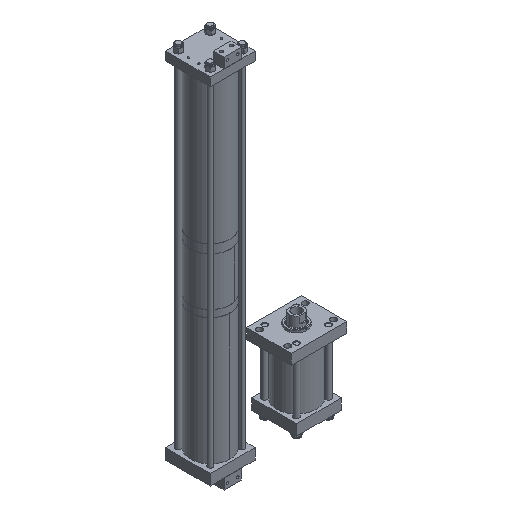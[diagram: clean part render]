
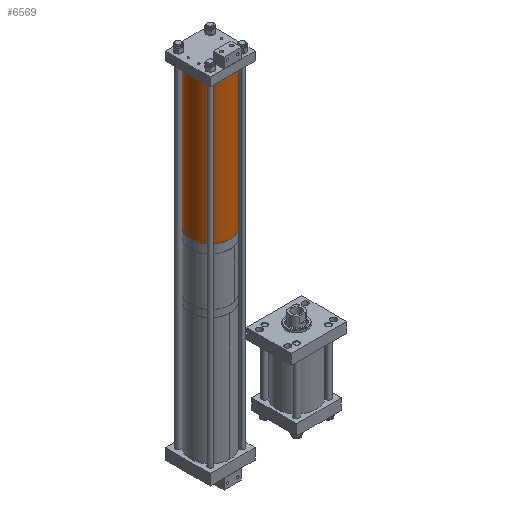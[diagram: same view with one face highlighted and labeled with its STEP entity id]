
A CAD part, isometric view. The second image highlights one B-rep face of the part: STEP entity #6569.
In plain terms, the highlighted cylindrical face has radius 73.025 mm (diameter 146.05 mm), a partial arc.
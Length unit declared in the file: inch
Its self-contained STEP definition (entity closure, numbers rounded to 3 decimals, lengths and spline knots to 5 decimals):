
#93 = EDGE_CURVE ( 'NONE', #1315, #2454, #6892, .T. ) ;
#246 = VERTEX_POINT ( 'NONE', #11612 ) ;
#408 = DIRECTION ( 'NONE',  ( 0., 0., 1. ) ) ;
#1067 = ORIENTED_EDGE ( 'NONE', *, *, #4017, .F. ) ;
#1315 = VERTEX_POINT ( 'NONE', #2927 ) ;
#1640 = VERTEX_POINT ( 'NONE', #2098 ) ;
#2098 = CARTESIAN_POINT ( 'NONE',  ( 2.875, 0., 0. ) ) ;
#2454 = VERTEX_POINT ( 'NONE', #4736 ) ;
#2611 = ORIENTED_EDGE ( 'NONE', *, *, #3787, .T. ) ;
#2927 = CARTESIAN_POINT ( 'NONE',  ( 2.875, 0., 20.904 ) ) ;
#3350 = CYLINDRICAL_SURFACE ( 'NONE', #12983, 2.875 ) ;
#3787 = EDGE_CURVE ( 'NONE', #1315, #1640, #15154, .T. ) ;
#4017 = EDGE_CURVE ( 'NONE', #2454, #246, #10772, .T. ) ;
#4289 = CARTESIAN_POINT ( 'NONE',  ( 2.875, 0., 20.904 ) ) ;
#4341 = EDGE_CURVE ( 'NONE', #1640, #246, #8310, .T. ) ;
#4711 = AXIS2_PLACEMENT_3D ( 'NONE', #8916, #13415, #15039 ) ;
#4736 = CARTESIAN_POINT ( 'NONE',  ( -2.875, 0., 20.904 ) ) ;
#5871 = VECTOR ( 'NONE', #8970, 39.37008 ) ;
#6569 = ADVANCED_FACE ( 'NONE', ( #11464 ), #3350, .T. ) ;
#6789 = CARTESIAN_POINT ( 'NONE',  ( 0., 0., 20.904 ) ) ;
#6892 = CIRCLE ( 'NONE', #4711, 2.875 ) ;
#7471 = ORIENTED_EDGE ( 'NONE', *, *, #93, .F. ) ;
#7928 = VECTOR ( 'NONE', #11683, 39.37008 ) ;
#8310 = CIRCLE ( 'NONE', #11326, 2.875 ) ;
#8794 = DIRECTION ( 'NONE',  ( 1., 0., 0. ) ) ;
#8916 = CARTESIAN_POINT ( 'NONE',  ( 0., 0., 20.904 ) ) ;
#8970 = DIRECTION ( 'NONE',  ( 0., 0., -1. ) ) ;
#8971 = EDGE_LOOP ( 'NONE', ( #7471, #2611, #12626, #1067 ) ) ;
#10772 = LINE ( 'NONE', #13080, #7928 ) ;
#11326 = AXIS2_PLACEMENT_3D ( 'NONE', #15073, #408, #8794 ) ;
#11464 = FACE_OUTER_BOUND ( 'NONE', #8971, .T. ) ;
#11612 = CARTESIAN_POINT ( 'NONE',  ( -2.875, 0., 0. ) ) ;
#11683 = DIRECTION ( 'NONE',  ( 0., 0., -1. ) ) ;
#12626 = ORIENTED_EDGE ( 'NONE', *, *, #4341, .T. ) ;
#12983 = AXIS2_PLACEMENT_3D ( 'NONE', #6789, #15140, #15306 ) ;
#13080 = CARTESIAN_POINT ( 'NONE',  ( -2.875, 0., 20.904 ) ) ;
#13415 = DIRECTION ( 'NONE',  ( 0., 0., 1. ) ) ;
#15039 = DIRECTION ( 'NONE',  ( 1., 0., 0. ) ) ;
#15073 = CARTESIAN_POINT ( 'NONE',  ( 0., 0., 0. ) ) ;
#15140 = DIRECTION ( 'NONE',  ( 0., 0., -1. ) ) ;
#15154 = LINE ( 'NONE', #4289, #5871 ) ;
#15306 = DIRECTION ( 'NONE',  ( -1., 0., 0. ) ) ;
